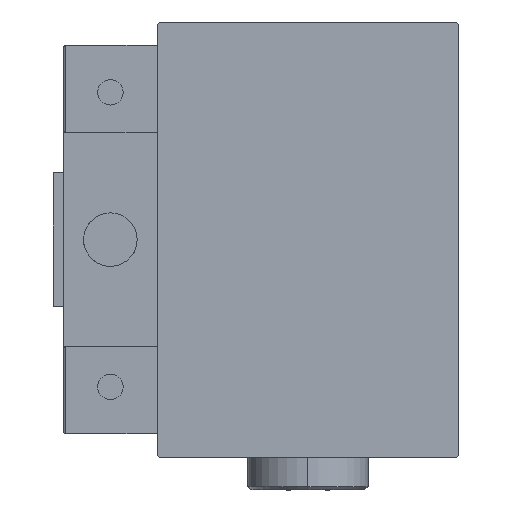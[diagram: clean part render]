
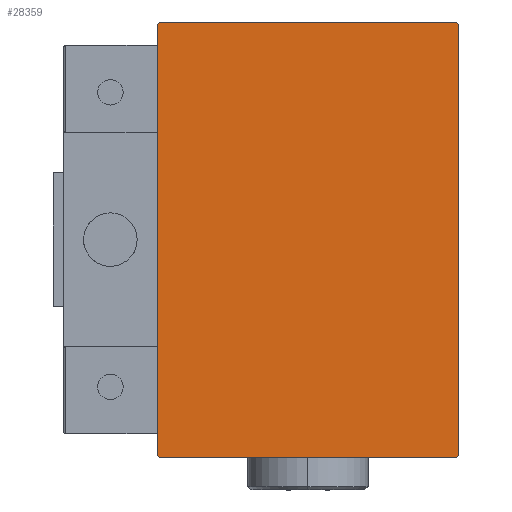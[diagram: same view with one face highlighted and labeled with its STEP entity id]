
A CAD part, left-side view. The second image highlights one B-rep face of the part: STEP entity #28359.
In plain terms, the highlighted face is planar.
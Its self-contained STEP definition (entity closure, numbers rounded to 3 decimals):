
#1771 = CARTESIAN_POINT ( 'NONE',  ( 170., 27.35, -27.35 ) ) ;
#3214 = DIRECTION ( 'NONE',  ( 0., -0.707, -0.707 ) ) ;
#3674 = CARTESIAN_POINT ( 'NONE',  ( 170., 22.2, 32.5 ) ) ;
#3728 = FACE_OUTER_BOUND ( 'NONE', #21883, .T. ) ;
#6443 = DIRECTION ( 'NONE',  ( 0., 0., -1. ) ) ;
#6451 = LINE ( 'NONE', #49216, #34845 ) ;
#6904 = AXIS2_PLACEMENT_3D ( 'NONE', #27163, #31026, #11435 ) ;
#7079 = CARTESIAN_POINT ( 'NONE',  ( 170., 22.5, -32.2 ) ) ;
#8266 = DIRECTION ( 'NONE',  ( 0., 1., 0. ) ) ;
#8803 = VERTEX_POINT ( 'NONE', #7079 ) ;
#10557 = CARTESIAN_POINT ( 'NONE',  ( 170., -22.2, -32.5 ) ) ;
#10588 = ORIENTED_EDGE ( 'NONE', *, *, #39477, .T. ) ;
#10811 = CARTESIAN_POINT ( 'NONE',  ( 170., 27.35, 27.35 ) ) ;
#11435 = DIRECTION ( 'NONE',  ( 0., 0., -1. ) ) ;
#12501 = VERTEX_POINT ( 'NONE', #3674 ) ;
#13776 = CARTESIAN_POINT ( 'NONE',  ( 170., -22.2, 32.5 ) ) ;
#14266 = VECTOR ( 'NONE', #14425, 1000. ) ;
#14425 = DIRECTION ( 'NONE',  ( 0., -0.707, 0.707 ) ) ;
#14789 = CARTESIAN_POINT ( 'NONE',  ( 170., -22.5, 32.2 ) ) ;
#16867 = EDGE_CURVE ( 'NONE', #8803, #33112, #37439, .T. ) ;
#17485 = DIRECTION ( 'NONE',  ( 0., 0.707, 0.707 ) ) ;
#18631 = CARTESIAN_POINT ( 'NONE',  ( 170., 22.5, -32.5 ) ) ;
#18921 = LINE ( 'NONE', #38747, #31968 ) ;
#19632 = LINE ( 'NONE', #23502, #39013 ) ;
#19915 = VECTOR ( 'NONE', #39409, 1000. ) ;
#20174 = EDGE_CURVE ( 'NONE', #38616, #46621, #39172, .T. ) ;
#21518 = VECTOR ( 'NONE', #6443, 1000. ) ;
#21883 = EDGE_LOOP ( 'NONE', ( #37871, #29435, #35073, #26872, #38961, #10588, #48779, #32088 ) ) ;
#23191 = VECTOR ( 'NONE', #17485, 1000. ) ;
#23502 = CARTESIAN_POINT ( 'NONE',  ( 170., -22.5, -32.5 ) ) ;
#25788 = LINE ( 'NONE', #10811, #14266 ) ;
#26872 = ORIENTED_EDGE ( 'NONE', *, *, #37854, .T. ) ;
#27163 = CARTESIAN_POINT ( 'NONE',  ( 170., 0., 0. ) ) ;
#28359 = ADVANCED_FACE ( 'NONE', ( #3728 ), #34103, .T. ) ;
#28721 = EDGE_CURVE ( 'NONE', #46621, #39515, #19632, .T. ) ;
#29435 = ORIENTED_EDGE ( 'NONE', *, *, #45958, .T. ) ;
#31026 = DIRECTION ( 'NONE',  ( 1., 0., 0. ) ) ;
#31968 = VECTOR ( 'NONE', #3214, 1000. ) ;
#32088 = ORIENTED_EDGE ( 'NONE', *, *, #20174, .T. ) ;
#33112 = VERTEX_POINT ( 'NONE', #42474 ) ;
#33732 = CARTESIAN_POINT ( 'NONE',  ( 170., -22.5, 32.5 ) ) ;
#34103 = PLANE ( 'NONE',  #6904 ) ;
#34845 = VECTOR ( 'NONE', #49456, 1000. ) ;
#35073 = ORIENTED_EDGE ( 'NONE', *, *, #16867, .T. ) ;
#37053 = LINE ( 'NONE', #1771, #23191 ) ;
#37439 = LINE ( 'NONE', #18631, #50104 ) ;
#37652 = CARTESIAN_POINT ( 'NONE',  ( 170., -22.5, -32.2 ) ) ;
#37831 = EDGE_CURVE ( 'NONE', #12501, #40290, #6451, .T. ) ;
#37854 = EDGE_CURVE ( 'NONE', #33112, #12501, #25788, .T. ) ;
#37871 = ORIENTED_EDGE ( 'NONE', *, *, #28721, .T. ) ;
#38616 = VERTEX_POINT ( 'NONE', #37652 ) ;
#38747 = CARTESIAN_POINT ( 'NONE',  ( 170., -27.35, 27.35 ) ) ;
#38961 = ORIENTED_EDGE ( 'NONE', *, *, #37831, .T. ) ;
#39013 = VECTOR ( 'NONE', #8266, 1000. ) ;
#39172 = LINE ( 'NONE', #43299, #19915 ) ;
#39409 = DIRECTION ( 'NONE',  ( 0., 0.707, -0.707 ) ) ;
#39477 = EDGE_CURVE ( 'NONE', #40290, #48067, #18921, .T. ) ;
#39515 = VERTEX_POINT ( 'NONE', #42874 ) ;
#40290 = VERTEX_POINT ( 'NONE', #13776 ) ;
#42474 = CARTESIAN_POINT ( 'NONE',  ( 170., 22.5, 32.2 ) ) ;
#42874 = CARTESIAN_POINT ( 'NONE',  ( 170., 22.2, -32.5 ) ) ;
#43299 = CARTESIAN_POINT ( 'NONE',  ( 170., -27.35, -27.35 ) ) ;
#45674 = EDGE_CURVE ( 'NONE', #48067, #38616, #48962, .T. ) ;
#45958 = EDGE_CURVE ( 'NONE', #39515, #8803, #37053, .T. ) ;
#46621 = VERTEX_POINT ( 'NONE', #10557 ) ;
#48067 = VERTEX_POINT ( 'NONE', #14789 ) ;
#48779 = ORIENTED_EDGE ( 'NONE', *, *, #45674, .T. ) ;
#48962 = LINE ( 'NONE', #33732, #21518 ) ;
#49216 = CARTESIAN_POINT ( 'NONE',  ( 170., 22.5, 32.5 ) ) ;
#49280 = DIRECTION ( 'NONE',  ( 0., 0., 1. ) ) ;
#49456 = DIRECTION ( 'NONE',  ( 0., -1., 0. ) ) ;
#50104 = VECTOR ( 'NONE', #49280, 1000. ) ;
